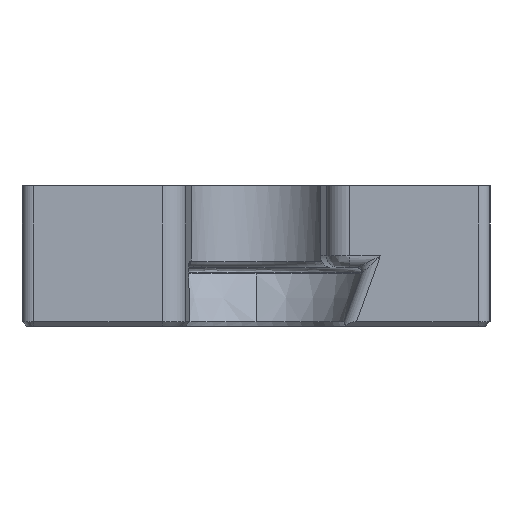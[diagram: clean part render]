
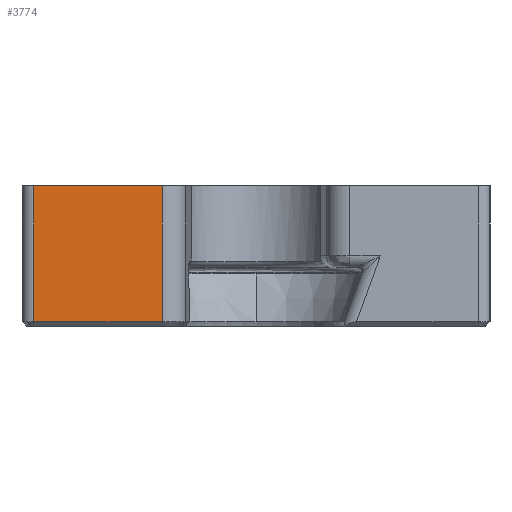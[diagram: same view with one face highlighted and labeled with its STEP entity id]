
A CAD part, left-side view. The second image highlights one B-rep face of the part: STEP entity #3774.
In plain terms, the highlighted planar face has unit normal (-1, 0, 0).
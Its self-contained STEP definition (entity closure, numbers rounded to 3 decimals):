
#2332 = CARTESIAN_POINT ( 'NONE',  ( -149.3, 0., 6. ) ) ;
#2348 = VECTOR ( 'NONE', #5524, 1000. ) ;
#3774 = ADVANCED_FACE ( 'NONE', ( #19466 ), #4657, .F. ) ;
#3989 = LINE ( 'NONE', #5871, #2348 ) ;
#4657 = PLANE ( 'NONE',  #15669 ) ;
#4660 = LINE ( 'NONE', #2332, #11595 ) ;
#4746 = LINE ( 'NONE', #8263, #21893 ) ;
#4793 = EDGE_CURVE ( 'NONE', #19994, #11735, #4660, .T. ) ;
#4821 = EDGE_CURVE ( 'NONE', #7313, #5123, #23024, .T. ) ;
#5123 = VERTEX_POINT ( 'NONE', #6049 ) ;
#5524 = DIRECTION ( 'NONE',  ( 0., 0., -1. ) ) ;
#5871 = CARTESIAN_POINT ( 'NONE',  ( -149.3, 14.008, 4.5 ) ) ;
#6049 = CARTESIAN_POINT ( 'NONE',  ( -149.3, 19.5, 0.2 ) ) ;
#6519 = ORIENTED_EDGE ( 'NONE', *, *, #4793, .F. ) ;
#6933 = ORIENTED_EDGE ( 'NONE', *, *, #18796, .F. ) ;
#7313 = VERTEX_POINT ( 'NONE', #15396 ) ;
#8263 = CARTESIAN_POINT ( 'NONE',  ( -149.3, 19.5, 4.5 ) ) ;
#8643 = ORIENTED_EDGE ( 'NONE', *, *, #4821, .F. ) ;
#10502 = DIRECTION ( 'NONE',  ( 1., 0., 0. ) ) ;
#11595 = VECTOR ( 'NONE', #16671, 1000. ) ;
#11735 = VERTEX_POINT ( 'NONE', #20688 ) ;
#13164 = ORIENTED_EDGE ( 'NONE', *, *, #16668, .F. ) ;
#15396 = CARTESIAN_POINT ( 'NONE',  ( -149.3, 14.008, 0.2 ) ) ;
#15669 = AXIS2_PLACEMENT_3D ( 'NONE', #19238, #10502, #17227 ) ;
#15709 = CARTESIAN_POINT ( 'NONE',  ( -149.3, 20.2, 0.2 ) ) ;
#16668 = EDGE_CURVE ( 'NONE', #5123, #19994, #4746, .T. ) ;
#16671 = DIRECTION ( 'NONE',  ( 0., -1., 0. ) ) ;
#17227 = DIRECTION ( 'NONE',  ( 0., 1., 0. ) ) ;
#17697 = DIRECTION ( 'NONE',  ( 0., 1., 0. ) ) ;
#18172 = EDGE_LOOP ( 'NONE', ( #6933, #6519, #13164, #8643 ) ) ;
#18796 = EDGE_CURVE ( 'NONE', #11735, #7313, #3989, .T. ) ;
#19238 = CARTESIAN_POINT ( 'NONE',  ( -149.3, 20.2, 4.5 ) ) ;
#19466 = FACE_OUTER_BOUND ( 'NONE', #18172, .T. ) ;
#19994 = VERTEX_POINT ( 'NONE', #22502 ) ;
#20688 = CARTESIAN_POINT ( 'NONE',  ( -149.3, 14.008, 6. ) ) ;
#21893 = VECTOR ( 'NONE', #22645, 1000. ) ;
#22478 = VECTOR ( 'NONE', #17697, 1000. ) ;
#22502 = CARTESIAN_POINT ( 'NONE',  ( -149.3, 19.5, 6. ) ) ;
#22645 = DIRECTION ( 'NONE',  ( 0., 0., 1. ) ) ;
#23024 = LINE ( 'NONE', #15709, #22478 ) ;
